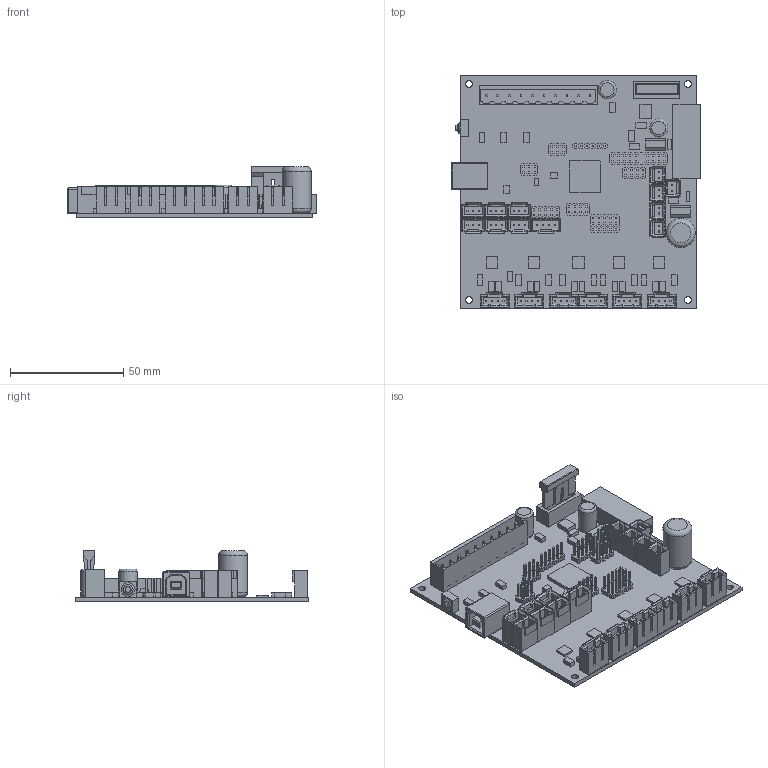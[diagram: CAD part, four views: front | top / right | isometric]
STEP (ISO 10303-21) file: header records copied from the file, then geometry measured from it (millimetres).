
FILE_DESCRIPTION(/* description */ (''),/* implementation_level */ '2;1');
FILE_NAME(/* name */ 'Rambo 1.3.stp',/* time_stamp */ '2016-08-12T09:56:32+03:00',/* author */ ('mario'),/* organization */ (''),/* preprocessor_version */ 'ST-DEVELOPER v16.5',/* originating_system */ 'Autodesk Inventor 2017',/* authorisation */ '');
FILE_SCHEMA (('AUTOMOTIVE_DESIGN { 1 0 10303 214 3 1 1 }'));
Length unit declared in the file: millimetre
Products named in the file (38): Rambo 1.3; pcb; X-stepper; Y-stepper; Z-stepper; Z-stepper2; Extruder 0; Extruder 1; C76; Heaters & Fans; X-Min; Y-Min; Z-Min; X-Max; Y-Max; Z-Max; Fuse F4; USB; I2C; ATMEGA2560; Power; T0; T1; T2; T3; Reset; X driver; Y driver; Z driver; E0 driver; E1 driver; Fuse F2; Pins; C65; C 65; Fuse; Contact; Fuse F3
Assembly tree (37 placements, depth 2):
  Rambo 1.3
    pcb
    X-stepper
    Y-stepper
    Z-stepper
    Z-stepper2
    Extruder 0
    Extruder 1
    C76
    Heaters & Fans
    X-Min
    Y-Min
    Z-Min
    X-Max
    Y-Max
    Z-Max
    Fuse F4
    USB
    I2C
    ATMEGA2560
    Power
    T0
    T1
    T2
    T3
    Reset
    X driver
    Y driver
    Z driver
    E0 driver
    E1 driver
    Fuse F2
    Pins
    C65
    C 65
    Fuse
    Contact
    Fuse F3
Bounding box: 109.59 x 102.87 x 22.84 mm (x, y, z)
Volume: 42204 mm3; surface area: 54111.4 mm2
Topology: 44 solids, 44 shells, 2099 faces, 5248 edges, 3429 vertices
Faces by surface type: plane 2045, cylinder 42, torus 12
Full cylindrical faces by diameter (mm): 2.54 x1, 3 x4, 8 x2, 12.8 x1
Entity records: 64165 total; most frequent: CARTESIAN_POINT 10835, ORIENTED_EDGE 10464, DIRECTION 9677, EDGE_CURVE 5232, LINE 5135, VECTOR 5135, VERTEX_POINT 3429, EDGE_LOOP 2323
